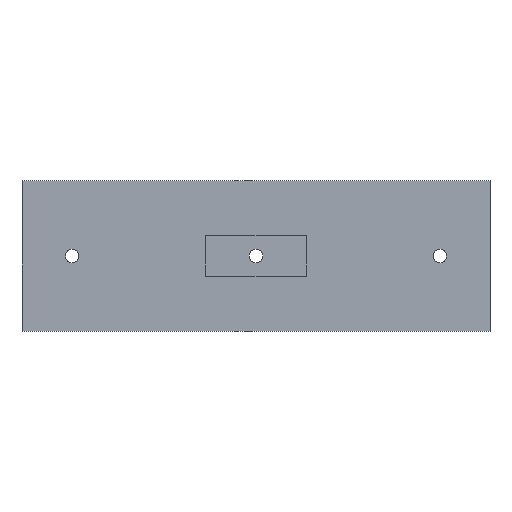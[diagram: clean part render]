
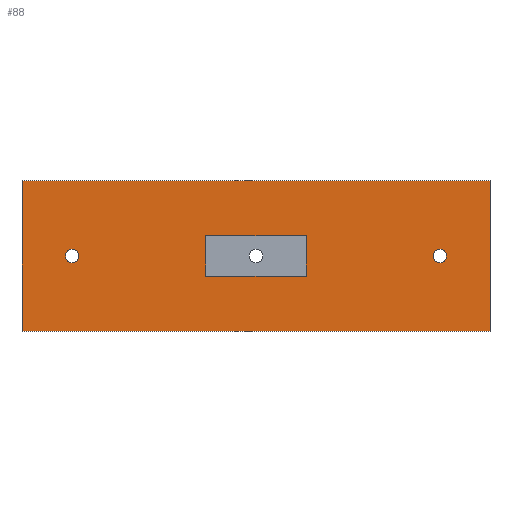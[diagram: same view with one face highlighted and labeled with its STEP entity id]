
A CAD part, top view. The second image highlights one B-rep face of the part: STEP entity #88.
In plain terms, the highlighted planar face has unit normal (0, 0, 1).
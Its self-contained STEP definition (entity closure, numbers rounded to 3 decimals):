
#24 = VERTEX_POINT('',#25);
#25 = CARTESIAN_POINT('',(0.,0.,8.));
#40 = VERTEX_POINT('',#41);
#41 = CARTESIAN_POINT('',(0.,45.,8.));
#47 = EDGE_CURVE('',#24,#40,#48,.T.);
#48 = LINE('',#49,#50);
#49 = CARTESIAN_POINT('',(0.,0.,8.));
#50 = VECTOR('',#51,1.);
#51 = DIRECTION('',(0.,1.,0.));
#70 = EDGE_CURVE('',#24,#71,#73,.T.);
#71 = VERTEX_POINT('',#72);
#72 = CARTESIAN_POINT('',(140.,0.,8.));
#73 = LINE('',#74,#75);
#74 = CARTESIAN_POINT('',(0.,0.,8.));
#75 = VECTOR('',#76,1.);
#76 = DIRECTION('',(1.,0.,0.));
#88 = ADVANCED_FACE('',(#89,#107,#118,#152),#163,.T.);
#89 = FACE_BOUND('',#90,.T.);
#90 = EDGE_LOOP('',(#91,#92,#93,#101));
#91 = ORIENTED_EDGE('',*,*,#47,.F.);
#92 = ORIENTED_EDGE('',*,*,#70,.T.);
#93 = ORIENTED_EDGE('',*,*,#94,.T.);
#94 = EDGE_CURVE('',#71,#95,#97,.T.);
#95 = VERTEX_POINT('',#96);
#96 = CARTESIAN_POINT('',(140.,45.,8.));
#97 = LINE('',#98,#99);
#98 = CARTESIAN_POINT('',(140.,0.,8.));
#99 = VECTOR('',#100,1.);
#100 = DIRECTION('',(0.,1.,0.));
#101 = ORIENTED_EDGE('',*,*,#102,.F.);
#102 = EDGE_CURVE('',#40,#95,#103,.T.);
#103 = LINE('',#104,#105);
#104 = CARTESIAN_POINT('',(0.,45.,8.));
#105 = VECTOR('',#106,1.);
#106 = DIRECTION('',(1.,0.,0.));
#107 = FACE_BOUND('',#108,.T.);
#108 = EDGE_LOOP('',(#109));
#109 = ORIENTED_EDGE('',*,*,#110,.F.);
#110 = EDGE_CURVE('',#111,#111,#113,.T.);
#111 = VERTEX_POINT('',#112);
#112 = CARTESIAN_POINT('',(17.,22.5,8.));
#113 = CIRCLE('',#114,2.);
#114 = AXIS2_PLACEMENT_3D('',#115,#116,#117);
#115 = CARTESIAN_POINT('',(15.,22.5,8.));
#116 = DIRECTION('',(0.,0.,1.));
#117 = DIRECTION('',(1.,0.,0.));
#118 = FACE_BOUND('',#119,.T.);
#119 = EDGE_LOOP('',(#120,#130,#138,#146));
#120 = ORIENTED_EDGE('',*,*,#121,.F.);
#121 = EDGE_CURVE('',#122,#124,#126,.T.);
#122 = VERTEX_POINT('',#123);
#123 = CARTESIAN_POINT('',(55.,16.5,8.));
#124 = VERTEX_POINT('',#125);
#125 = CARTESIAN_POINT('',(85.,16.5,8.));
#126 = LINE('',#127,#128);
#127 = CARTESIAN_POINT('',(55.,16.5,8.));
#128 = VECTOR('',#129,1.);
#129 = DIRECTION('',(1.,0.,0.));
#130 = ORIENTED_EDGE('',*,*,#131,.T.);
#131 = EDGE_CURVE('',#122,#132,#134,.T.);
#132 = VERTEX_POINT('',#133);
#133 = CARTESIAN_POINT('',(55.,28.5,8.));
#134 = LINE('',#135,#136);
#135 = CARTESIAN_POINT('',(55.,16.5,8.));
#136 = VECTOR('',#137,1.);
#137 = DIRECTION('',(0.,1.,0.));
#138 = ORIENTED_EDGE('',*,*,#139,.T.);
#139 = EDGE_CURVE('',#132,#140,#142,.T.);
#140 = VERTEX_POINT('',#141);
#141 = CARTESIAN_POINT('',(85.,28.5,8.));
#142 = LINE('',#143,#144);
#143 = CARTESIAN_POINT('',(55.,28.5,8.));
#144 = VECTOR('',#145,1.);
#145 = DIRECTION('',(1.,0.,0.));
#146 = ORIENTED_EDGE('',*,*,#147,.F.);
#147 = EDGE_CURVE('',#124,#140,#148,.T.);
#148 = LINE('',#149,#150);
#149 = CARTESIAN_POINT('',(85.,16.5,8.));
#150 = VECTOR('',#151,1.);
#151 = DIRECTION('',(0.,1.,0.));
#152 = FACE_BOUND('',#153,.T.);
#153 = EDGE_LOOP('',(#154));
#154 = ORIENTED_EDGE('',*,*,#155,.F.);
#155 = EDGE_CURVE('',#156,#156,#158,.T.);
#156 = VERTEX_POINT('',#157);
#157 = CARTESIAN_POINT('',(127.,22.5,8.));
#158 = CIRCLE('',#159,2.);
#159 = AXIS2_PLACEMENT_3D('',#160,#161,#162);
#160 = CARTESIAN_POINT('',(125.,22.5,8.));
#161 = DIRECTION('',(0.,0.,1.));
#162 = DIRECTION('',(1.,0.,0.));
#163 = PLANE('',#164);
#164 = AXIS2_PLACEMENT_3D('',#165,#166,#167);
#165 = CARTESIAN_POINT('',(0.,0.,8.));
#166 = DIRECTION('',(0.,0.,1.));
#167 = DIRECTION('',(1.,0.,0.));
